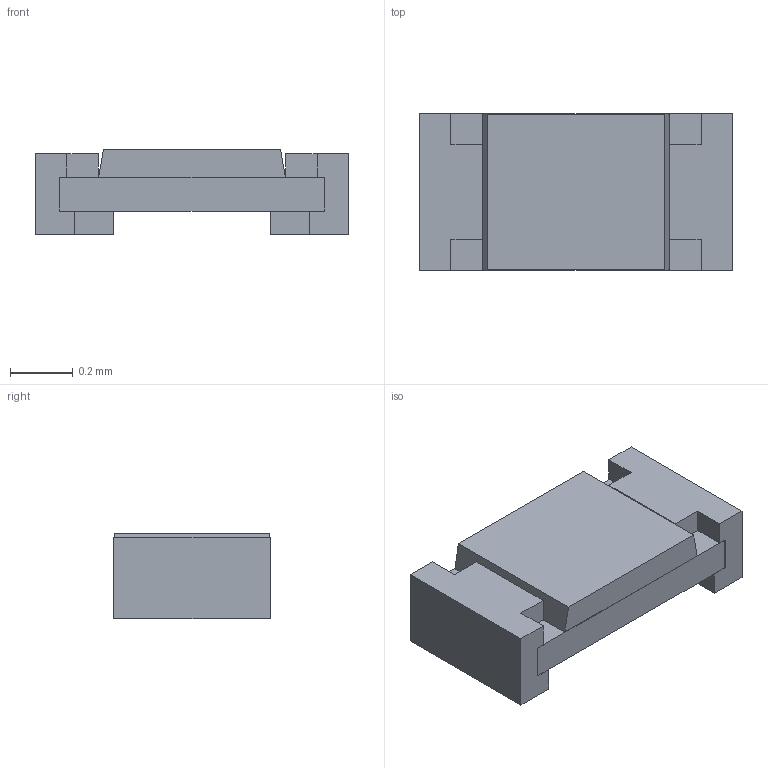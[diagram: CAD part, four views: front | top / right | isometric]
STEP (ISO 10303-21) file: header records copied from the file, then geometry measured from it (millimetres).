
FILE_DESCRIPTION (( 'STEP AP214' ), '1' );
FILE_NAME ('0946E938-105A-4D2B-BEEA-9B646E348FA4.STEP', '2008-06-19T08:09:22', ( 'sysAdmin' ), ( 'SolidWorks' ), 'SwSTEP 2.0', 'SolidWorks 2008', '' );
FILE_SCHEMA (( 'AUTOMOTIVE_DESIGN' ));
Length unit declared in the file: millimetre
Products named in the file (1): 0946E938-105A-4D2B-BEEA-9B646E348FA4
Bounding box: 1 x 0.5 x 0.27 mm (x, y, z)
Volume: 0.1 mm3; surface area: 1.9 mm2
Topology: 1 solids, 1 shells, 51 faces, 136 edges, 88 vertices
Faces by surface type: plane 51
Entity records: 1668 total; most frequent: CARTESIAN_POINT 276, ORIENTED_EDGE 272, DIRECTION 240, EDGE_CURVE 136, LINE 136, VECTOR 136, VERTEX_POINT 88, EDGE_LOOP 52
